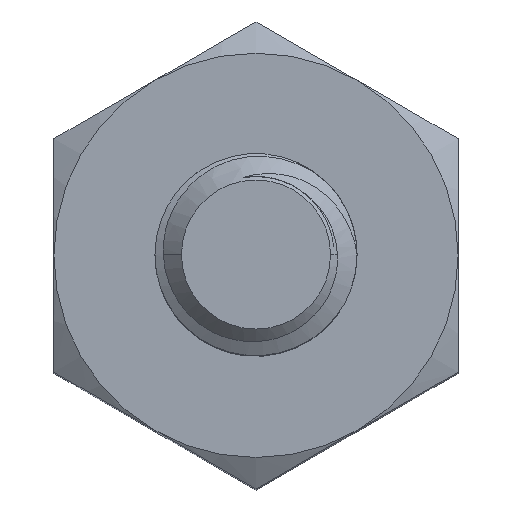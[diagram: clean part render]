
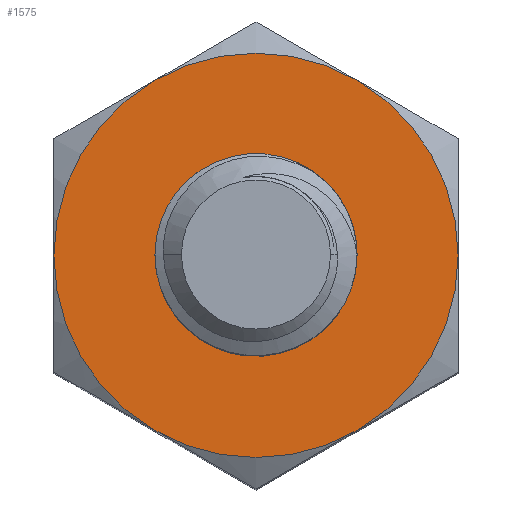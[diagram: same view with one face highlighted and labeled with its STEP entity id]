
A CAD part, top view. The second image highlights one B-rep face of the part: STEP entity #1575.
In plain terms, the highlighted face is planar.
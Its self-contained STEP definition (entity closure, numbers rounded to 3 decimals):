
#25=FACE_BOUND('',#207,.T.);
#27=PLANE('',#1691);
#114=FACE_OUTER_BOUND('',#206,.T.);
#206=EDGE_LOOP('',(#1200,#1201,#1202,#1203,#1204,#1205));
#207=EDGE_LOOP('',(#1206,#1207));
#538=CIRCLE('',#1666,1.543);
#541=CIRCLE('',#1692,4.);
#542=CIRCLE('',#1693,4.);
#543=CIRCLE('',#1694,4.);
#544=CIRCLE('',#1695,4.);
#545=CIRCLE('',#1696,4.);
#546=CIRCLE('',#1697,4.);
#547=CIRCLE('',#1698,1.543);
#636=VERTEX_POINT('',#2827);
#637=VERTEX_POINT('',#2829);
#686=VERTEX_POINT('',#3332);
#687=VERTEX_POINT('',#3333);
#688=VERTEX_POINT('',#3335);
#689=VERTEX_POINT('',#3337);
#690=VERTEX_POINT('',#3339);
#691=VERTEX_POINT('',#3341);
#829=EDGE_CURVE('',#637,#636,#538,.T.);
#899=EDGE_CURVE('',#686,#687,#541,.T.);
#900=EDGE_CURVE('',#687,#688,#542,.T.);
#901=EDGE_CURVE('',#688,#689,#543,.T.);
#902=EDGE_CURVE('',#689,#690,#544,.T.);
#903=EDGE_CURVE('',#690,#691,#545,.T.);
#904=EDGE_CURVE('',#691,#686,#546,.T.);
#905=EDGE_CURVE('',#636,#637,#547,.T.);
#1200=ORIENTED_EDGE('',*,*,#899,.T.);
#1201=ORIENTED_EDGE('',*,*,#900,.T.);
#1202=ORIENTED_EDGE('',*,*,#901,.T.);
#1203=ORIENTED_EDGE('',*,*,#902,.T.);
#1204=ORIENTED_EDGE('',*,*,#903,.T.);
#1205=ORIENTED_EDGE('',*,*,#904,.T.);
#1206=ORIENTED_EDGE('',*,*,#829,.T.);
#1207=ORIENTED_EDGE('',*,*,#905,.T.);
#1575=ADVANCED_FACE('',(#114,#25),#27,.T.);
#1666=AXIS2_PLACEMENT_3D('',#2830,#1861,#1862);
#1691=AXIS2_PLACEMENT_3D('',#3331,#1935,#1936);
#1692=AXIS2_PLACEMENT_3D('',#3334,#1937,#1938);
#1693=AXIS2_PLACEMENT_3D('',#3336,#1939,#1940);
#1694=AXIS2_PLACEMENT_3D('',#3338,#1941,#1942);
#1695=AXIS2_PLACEMENT_3D('',#3340,#1943,#1944);
#1696=AXIS2_PLACEMENT_3D('',#3342,#1945,#1946);
#1697=AXIS2_PLACEMENT_3D('',#3343,#1947,#1948);
#1698=AXIS2_PLACEMENT_3D('',#3344,#1949,#1950);
#1861=DIRECTION('center_axis',(-1.,0.,0.));
#1862=DIRECTION('ref_axis',(0.,0.,1.));
#1935=DIRECTION('center_axis',(1.,0.,0.));
#1936=DIRECTION('ref_axis',(0.,0.,-1.));
#1937=DIRECTION('center_axis',(1.,0.,0.));
#1938=DIRECTION('ref_axis',(0.,0.,-1.));
#1939=DIRECTION('center_axis',(1.,0.,0.));
#1940=DIRECTION('ref_axis',(0.,0.,-1.));
#1941=DIRECTION('center_axis',(1.,0.,0.));
#1942=DIRECTION('ref_axis',(0.,0.,-1.));
#1943=DIRECTION('center_axis',(1.,0.,0.));
#1944=DIRECTION('ref_axis',(0.,0.,-1.));
#1945=DIRECTION('center_axis',(1.,0.,0.));
#1946=DIRECTION('ref_axis',(0.,0.,-1.));
#1947=DIRECTION('center_axis',(1.,0.,0.));
#1948=DIRECTION('ref_axis',(0.,0.,-1.));
#1949=DIRECTION('center_axis',(-1.,0.,0.));
#1950=DIRECTION('ref_axis',(0.,0.,1.));
#2827=CARTESIAN_POINT('',(2.25,0.,-1.543));
#2829=CARTESIAN_POINT('',(2.25,0.,1.543));
#2830=CARTESIAN_POINT('Origin',(2.25,0.,0.));
#3331=CARTESIAN_POINT('Origin',(2.25,4.619,0.));
#3332=CARTESIAN_POINT('',(2.25,-3.464,-2.));
#3333=CARTESIAN_POINT('',(2.25,0.,-4.));
#3334=CARTESIAN_POINT('Origin',(2.25,0.,0.));
#3335=CARTESIAN_POINT('',(2.25,3.464,-2.));
#3336=CARTESIAN_POINT('Origin',(2.25,0.,0.));
#3337=CARTESIAN_POINT('',(2.25,3.464,2.));
#3338=CARTESIAN_POINT('Origin',(2.25,0.,0.));
#3339=CARTESIAN_POINT('',(2.25,0.,4.));
#3340=CARTESIAN_POINT('Origin',(2.25,0.,0.));
#3341=CARTESIAN_POINT('',(2.25,-3.464,2.));
#3342=CARTESIAN_POINT('Origin',(2.25,0.,0.));
#3343=CARTESIAN_POINT('Origin',(2.25,0.,0.));
#3344=CARTESIAN_POINT('Origin',(2.25,0.,0.));
